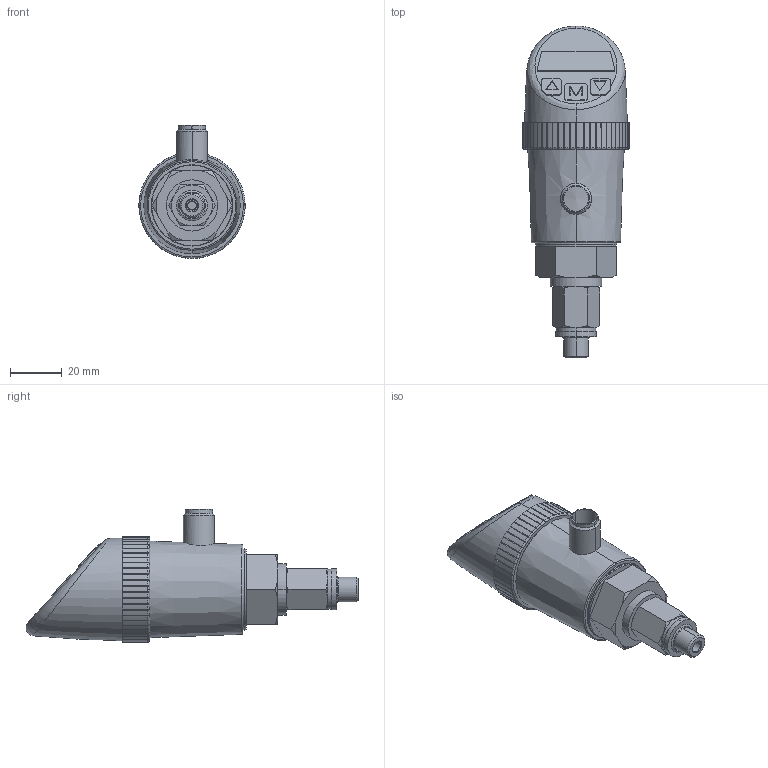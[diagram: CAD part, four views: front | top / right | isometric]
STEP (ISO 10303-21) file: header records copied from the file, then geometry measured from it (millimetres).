
FILE_DESCRIPTION((''),'2;1');
FILE_NAME('ILCMV47074074','2016-11-17T',('kr'),(''),'PRO/ENGINEER BY PARAMETRIC TECHNOLOGY CORPORATION, 2013320','PRO/ENGINEER BY PARAMETRIC TECHNOLOGY CORPORATION, 2013320','');
FILE_SCHEMA(('AUTOMOTIVE_DESIGN { 1 0 10303 214 1 1 1 1 }'));
Length unit declared in the file: millimetre
Products named in the file (1): ILCMV47074074
Bounding box: 41.15 x 128.69 x 51.56 mm (x, y, z)
Volume: 93653.8 mm3; surface area: 15538.8 mm2
Topology: 1 solids, 1 shells, 274 faces, 710 edges, 458 vertices
Faces by surface type: cylinder 162, plane 69, cone 35, torus 4, revolution 2, bspline 2
Entity records: 11239 total; most frequent: CARTESIAN_POINT 4134, ORIENTED_EDGE 1420, DIRECTION 1412, EDGE_CURVE 710, AXIS2_PLACEMENT_3D 562, VERTEX_POINT 458, EDGE_LOOP 294, CIRCLE 292
